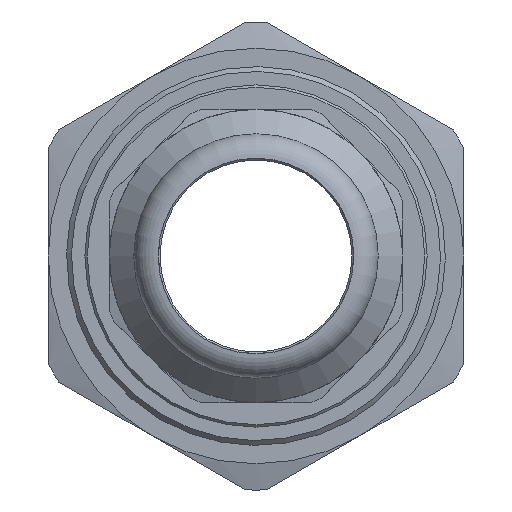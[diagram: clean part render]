
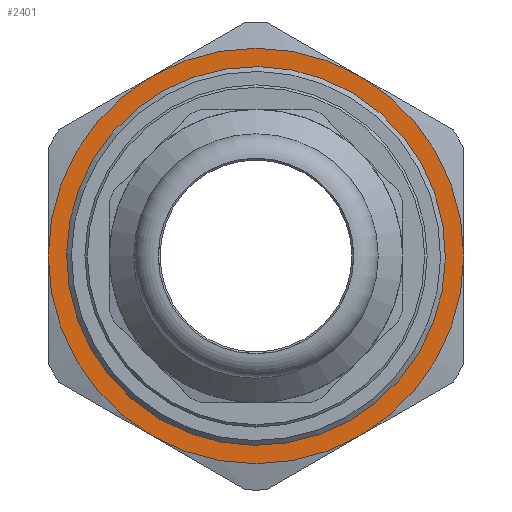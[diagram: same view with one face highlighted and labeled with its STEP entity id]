
A CAD part, left-side view. The second image highlights one B-rep face of the part: STEP entity #2401.
In plain terms, the highlighted planar face has unit normal (-1, 0, 0).
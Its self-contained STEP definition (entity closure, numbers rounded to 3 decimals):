
#1458=CARTESIAN_POINT('',(23.5,4.25,7.361));
#1459=VERTEX_POINT('',#1458);
#1542=CARTESIAN_POINT('',(23.5,-4.25,7.361));
#1543=VERTEX_POINT('',#1542);
#1626=CARTESIAN_POINT('',(23.5,-8.5,0.));
#1627=VERTEX_POINT('',#1626);
#1710=CARTESIAN_POINT('',(23.5,-4.25,-7.361));
#1711=VERTEX_POINT('',#1710);
#1794=CARTESIAN_POINT('',(23.5,4.25,-7.361));
#1795=VERTEX_POINT('',#1794);
#1854=CARTESIAN_POINT('',(23.5,8.5,0.0));
#1855=VERTEX_POINT('',#1854);
#1856=CARTESIAN_POINT('',(23.5,0.0,0.0));
#1857=DIRECTION('',(-1.0,0.0,0.0));
#1858=DIRECTION('',(0.0,-1.0,0.0));
#1859=AXIS2_PLACEMENT_3D('',#1856,#1857,#1858);
#1860=CIRCLE('',#1859,8.5);
#1861=EDGE_CURVE('',#1855,#1795,#1860,.T.);
#1894=CARTESIAN_POINT('',(23.5,0.0,0.0));
#1895=DIRECTION('',(-1.0,0.0,0.0));
#1896=DIRECTION('',(0.0,-1.0,0.0));
#1897=AXIS2_PLACEMENT_3D('',#1894,#1895,#1896);
#1898=CIRCLE('',#1897,8.5);
#1899=EDGE_CURVE('',#1795,#1711,#1898,.T.);
#1918=CARTESIAN_POINT('',(23.5,0.0,0.0));
#1919=DIRECTION('',(-1.0,0.0,0.0));
#1920=DIRECTION('',(0.0,-1.0,0.0));
#1921=AXIS2_PLACEMENT_3D('',#1918,#1919,#1920);
#1922=CIRCLE('',#1921,8.5);
#1923=EDGE_CURVE('',#1711,#1627,#1922,.T.);
#1942=CARTESIAN_POINT('',(23.5,0.0,0.0));
#1943=DIRECTION('',(-1.0,0.0,0.0));
#1944=DIRECTION('',(0.0,-1.0,0.0));
#1945=AXIS2_PLACEMENT_3D('',#1942,#1943,#1944);
#1946=CIRCLE('',#1945,8.5);
#1947=EDGE_CURVE('',#1627,#1543,#1946,.T.);
#1988=CARTESIAN_POINT('',(23.5,0.0,0.0));
#1989=DIRECTION('',(-1.0,0.0,0.0));
#1990=DIRECTION('',(0.0,-1.0,0.0));
#1991=AXIS2_PLACEMENT_3D('',#1988,#1989,#1990);
#1992=CIRCLE('',#1991,8.5);
#1993=EDGE_CURVE('',#1459,#1855,#1992,.T.);
#2004=CARTESIAN_POINT('',(23.5,0.0,0.0));
#2005=DIRECTION('',(-1.0,0.0,0.0));
#2006=DIRECTION('',(0.0,-1.0,0.0));
#2007=AXIS2_PLACEMENT_3D('',#2004,#2005,#2006);
#2008=CIRCLE('',#2007,8.5);
#2009=EDGE_CURVE('',#1543,#1459,#2008,.T.);
#2377=CARTESIAN_POINT('',(23.5,-7.75,0.0));
#2378=DIRECTION('',(-1.0,0.0,0.0));
#2379=DIRECTION('',(0.0,0.0,1.0));
#2380=AXIS2_PLACEMENT_3D('',#2377,#2378,#2379);
#2381=PLANE('',#2380);
#2382=ORIENTED_EDGE('',*,*,#1861,.T.);
#2383=ORIENTED_EDGE('',*,*,#1899,.T.);
#2384=ORIENTED_EDGE('',*,*,#1923,.T.);
#2385=ORIENTED_EDGE('',*,*,#1947,.T.);
#2386=ORIENTED_EDGE('',*,*,#2009,.T.);
#2387=ORIENTED_EDGE('',*,*,#1993,.T.);
#2388=EDGE_LOOP('',(#2382,#2383,#2384,#2385,#2386,#2387));
#2389=FACE_OUTER_BOUND('',#2388,.T.);
#2390=CARTESIAN_POINT('',(23.5,-7.,0.0));
#2391=VERTEX_POINT('',#2390);
#2392=CARTESIAN_POINT('',(23.5,0.0,0.0));
#2393=DIRECTION('',(-1.0,0.0,0.0));
#2394=DIRECTION('',(0.0,-1.0,0.0));
#2395=AXIS2_PLACEMENT_3D('',#2392,#2393,#2394);
#2396=CIRCLE('',#2395,7.);
#2397=EDGE_CURVE('',#2391,#2391,#2396,.T.);
#2398=ORIENTED_EDGE('',*,*,#2397,.F.);
#2399=EDGE_LOOP('',(#2398));
#2400=FACE_BOUND('',#2399,.T.);
#2401=ADVANCED_FACE('',(#2389,#2400),#2381,.T.);
